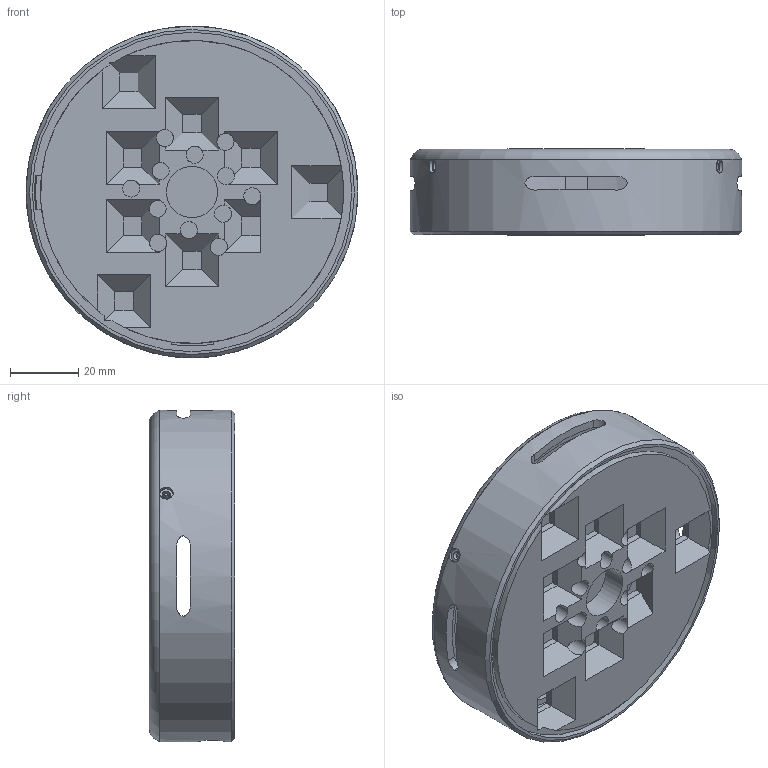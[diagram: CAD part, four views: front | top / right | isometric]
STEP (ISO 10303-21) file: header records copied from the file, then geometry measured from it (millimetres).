
FILE_DESCRIPTION(/* description */ (''),/* implementation_level */ '2;1');
FILE_NAME(/* name */ 'uvc_bottom_part.step',/* time_stamp */ '2023-12-29T21:05:37+01:00',/* author */ (''),/* organization */ (''),/* preprocessor_version */ 'ST-DEVELOPER v20',/* originating_system */ 'Autodesk Translation Framework v12.14.0.127',/* authorisation */ '');
FILE_SCHEMA (('AUTOMOTIVE_DESIGN { 1 0 10303 214 3 1 1 }'));
Length unit declared in the file: millimetre
Products named in the file (1): FusionComponent
Bounding box: 97 x 25 x 97 mm (x, y, z)
Volume: 61821.1 mm3; surface area: 46770.9 mm2
Topology: 2 solids, 2 shells, 181 faces, 530 edges, 337 vertices
Faces by surface type: plane 122, cylinder 54, bspline 3, torus 1, cone 1
Full cylindrical faces by diameter (mm): 1.8 x3, 2.4 x3, 2.8 x4, 5 x12, 15 x1, 88 x1, 91.6 x1, 93.4 x1, 97 x1
Entity records: 7104 total; most frequent: CARTESIAN_POINT 2120, ORIENTED_EDGE 1066, DIRECTION 982, EDGE_CURVE 533, LINE 340, VECTOR 340, VERTEX_POINT 337, AXIS2_PLACEMENT_3D 321
